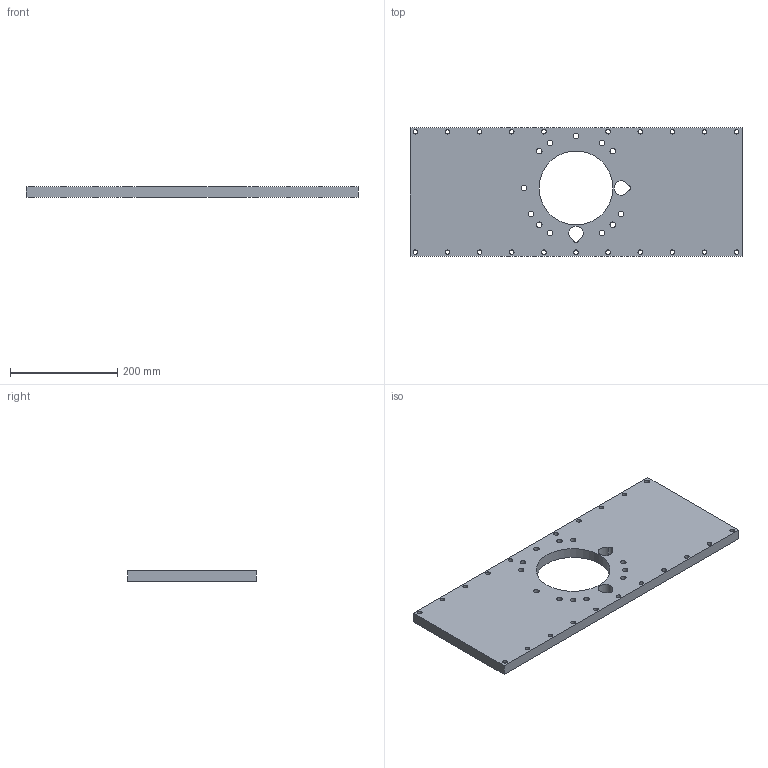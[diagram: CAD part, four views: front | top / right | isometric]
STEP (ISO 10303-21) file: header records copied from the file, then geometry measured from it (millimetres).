
FILE_DESCRIPTION(/* description */ (''),/* implementation_level */ '2;1');
FILE_NAME(/* name */ 'Efron portal base.stp',/* time_stamp */ '2016-12-26T00:45:22+01:00',/* author */ (''),/* organization */ (''),/* preprocessor_version */ 'ST-DEVELOPER v16.5',/* originating_system */ 'Autodesk Translation Framework v5.2.0.2920',/* authorisation */ '');
FILE_SCHEMA (('AUTOMOTIVE_DESIGN { 1 0 10303 214 3 1 1 }'));
Length unit declared in the file: millimetre
Products named in the file (1): portal base
Bounding box: 620 x 240 x 20 mm (x, y, z)
Volume: 2609354.8 mm3; surface area: 326489.1 mm2
Topology: 1 solids, 1 shells, 44 faces, 126 edges, 84 vertices
Faces by surface type: cylinder 38, plane 6
Full cylindrical faces by diameter (mm): 8.5 x21, 10.2 x12, 138 x1
Entity records: 1482 total; most frequent: DIRECTION 258, CARTESIAN_POINT 221, ORIENTED_EDGE 184, EDGE_LOOP 150, AXIS2_PLACEMENT_3D 121, FACE_BOUND 106, EDGE_CURVE 92, VERTEX_POINT 84
